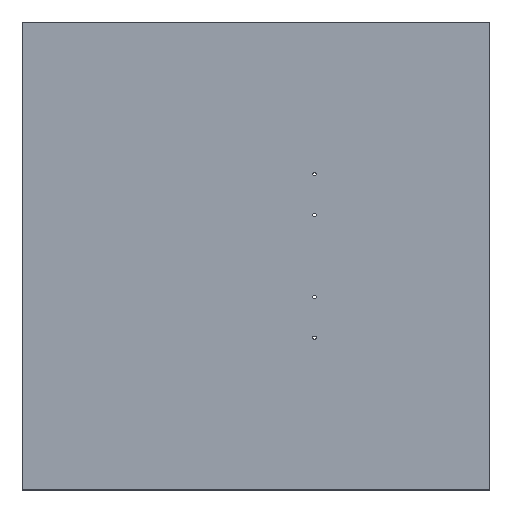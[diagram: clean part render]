
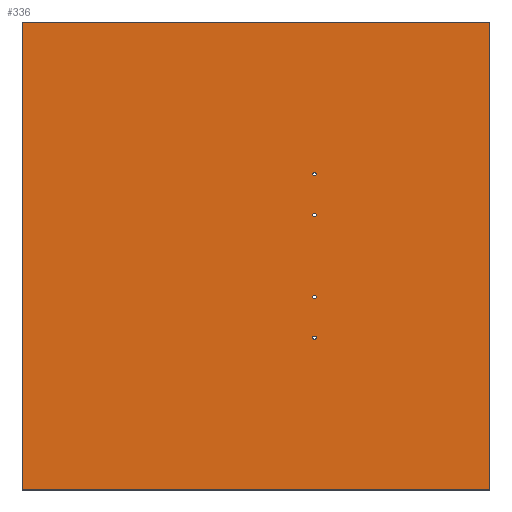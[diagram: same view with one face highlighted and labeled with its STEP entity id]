
A CAD part, top view. The second image highlights one B-rep face of the part: STEP entity #336.
In plain terms, the highlighted planar face has unit normal (0, 0, 1).
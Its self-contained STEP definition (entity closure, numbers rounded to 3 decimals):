
#18 = VERTEX_POINT ( 'NONE', #194 ) ;
#21 = CIRCLE ( 'NONE', #324, 1.5 ) ;
#25 = LINE ( 'NONE', #442, #438 ) ;
#30 = DIRECTION ( 'NONE',  ( 0., 0., 1. ) ) ;
#31 = CARTESIAN_POINT ( 'NONE',  ( 50., -35., 30. ) ) ;
#50 = ORIENTED_EDGE ( 'NONE', *, *, #351, .F. ) ;
#59 = CIRCLE ( 'NONE', #349, 1.5 ) ;
#61 = EDGE_CURVE ( 'NONE', #404, #301, #138, .T. ) ;
#62 = VERTEX_POINT ( 'NONE', #264 ) ;
#64 = DIRECTION ( 'NONE',  ( -1., 0., 0. ) ) ;
#67 = EDGE_CURVE ( 'NONE', #18, #412, #131, .T. ) ;
#70 = CARTESIAN_POINT ( 'NONE',  ( 51.5, 70., 30. ) ) ;
#73 = VERTEX_POINT ( 'NONE', #307 ) ;
#77 = EDGE_CURVE ( 'NONE', #62, #312, #475, .T. ) ;
#78 = EDGE_CURVE ( 'NONE', #371, #323, #310, .T. ) ;
#80 = ORIENTED_EDGE ( 'NONE', *, *, #374, .T. ) ;
#85 = LINE ( 'NONE', #215, #109 ) ;
#88 = LINE ( 'NONE', #239, #498 ) ;
#95 = CIRCLE ( 'NONE', #142, 1.5 ) ;
#97 = DIRECTION ( 'NONE',  ( 0., 0., 1. ) ) ;
#104 = CARTESIAN_POINT ( 'NONE',  ( 51.5, -70., 30. ) ) ;
#109 = VECTOR ( 'NONE', #172, 1000. ) ;
#113 = DIRECTION ( 'NONE',  ( 0., 0., 1. ) ) ;
#121 = EDGE_CURVE ( 'NONE', #301, #73, #88, .T. ) ;
#125 = CARTESIAN_POINT ( 'NONE',  ( -200., -200., 30. ) ) ;
#129 = EDGE_CURVE ( 'NONE', #305, #430, #21, .T. ) ;
#128 = CARTESIAN_POINT ( 'NONE',  ( 48.5, -70., 30. ) ) ;
#131 = CIRCLE ( 'NONE', #169, 1.5 ) ;
#136 = EDGE_CURVE ( 'NONE', #73, #401, #25, .T. ) ;
#138 = LINE ( 'NONE', #353, #423 ) ;
#142 = AXIS2_PLACEMENT_3D ( 'NONE', #210, #30, #376 ) ;
#149 = EDGE_LOOP ( 'NONE', ( #462, #446 ) ) ;
#156 = EDGE_LOOP ( 'NONE', ( #256, #370 ) ) ;
#166 = PLANE ( 'NONE',  #341 ) ;
#169 = AXIS2_PLACEMENT_3D ( 'NONE', #234, #113, #431 ) ;
#172 = DIRECTION ( 'NONE',  ( -1., 0., 0. ) ) ;
#177 = FACE_BOUND ( 'NONE', #156, .T. ) ;
#182 = DIRECTION ( 'NONE',  ( 1., 0., 0. ) ) ;
#183 = AXIS2_PLACEMENT_3D ( 'NONE', #448, #97, #484 ) ;
#190 = FACE_BOUND ( 'NONE', #435, .T. ) ;
#192 = ORIENTED_EDGE ( 'NONE', *, *, #281, .F. ) ;
#194 = CARTESIAN_POINT ( 'NONE',  ( 48.5, 70., 30. ) ) ;
#204 = EDGE_LOOP ( 'NONE', ( #339, #50 ) ) ;
#208 = EDGE_LOOP ( 'NONE', ( #302, #80, #345, #440 ) ) ;
#210 = CARTESIAN_POINT ( 'NONE',  ( 50., 70., 30. ) ) ;
#212 = FACE_BOUND ( 'NONE', #204, .T. ) ;
#215 = CARTESIAN_POINT ( 'NONE',  ( -200., 200., 30. ) ) ;
#220 = AXIS2_PLACEMENT_3D ( 'NONE', #394, #390, #306 ) ;
#226 = AXIS2_PLACEMENT_3D ( 'NONE', #31, #330, #297 ) ;
#229 = FACE_OUTER_BOUND ( 'NONE', #208, .T. ) ;
#234 = CARTESIAN_POINT ( 'NONE',  ( 50., 70., 30. ) ) ;
#237 = DIRECTION ( 'NONE',  ( 0., 1., 0. ) ) ;
#239 = CARTESIAN_POINT ( 'NONE',  ( -200., -200., 30. ) ) ;
#252 = CARTESIAN_POINT ( 'NONE',  ( -200., 200., 30. ) ) ;
#256 = ORIENTED_EDGE ( 'NONE', *, *, #470, .F. ) ;
#264 = CARTESIAN_POINT ( 'NONE',  ( 48.5, 35., 30. ) ) ;
#273 = FACE_BOUND ( 'NONE', #149, .T. ) ;
#281 = EDGE_CURVE ( 'NONE', #312, #62, #473, .T. ) ;
#297 = DIRECTION ( 'NONE',  ( 1., 0., 0. ) ) ;
#301 = VERTEX_POINT ( 'NONE', #125 ) ;
#302 = ORIENTED_EDGE ( 'NONE', *, *, #136, .T. ) ;
#305 = VERTEX_POINT ( 'NONE', #128 ) ;
#306 = DIRECTION ( 'NONE',  ( 1., 0., 0. ) ) ;
#307 = CARTESIAN_POINT ( 'NONE',  ( 200., -200., 30. ) ) ;
#310 = CIRCLE ( 'NONE', #411, 1.5 ) ;
#312 = VERTEX_POINT ( 'NONE', #407 ) ;
#313 = CARTESIAN_POINT ( 'NONE',  ( 50., -70., 30. ) ) ;
#316 = CIRCLE ( 'NONE', #226, 1.5 ) ;
#323 = VERTEX_POINT ( 'NONE', #488 ) ;
#324 = AXIS2_PLACEMENT_3D ( 'NONE', #313, #406, #439 ) ;
#330 = DIRECTION ( 'NONE',  ( 0., 0., 1. ) ) ;
#336 = ADVANCED_FACE ( 'NONE', ( #177, #212, #190, #273, #229 ), #166, .F. ) ;
#339 = ORIENTED_EDGE ( 'NONE', *, *, #78, .F. ) ;
#341 = AXIS2_PLACEMENT_3D ( 'NONE', #361, #481, #64 ) ;
#345 = ORIENTED_EDGE ( 'NONE', *, *, #61, .T. ) ;
#348 = CARTESIAN_POINT ( 'NONE',  ( 50., -35., 30. ) ) ;
#349 = AXIS2_PLACEMENT_3D ( 'NONE', #429, #460, #182 ) ;
#351 = EDGE_CURVE ( 'NONE', #323, #371, #316, .T. ) ;
#353 = CARTESIAN_POINT ( 'NONE',  ( -200., -200., 30. ) ) ;
#359 = DIRECTION ( 'NONE',  ( 1., 0., 0. ) ) ;
#361 = CARTESIAN_POINT ( 'NONE',  ( 200., 200., 30. ) ) ;
#370 = ORIENTED_EDGE ( 'NONE', *, *, #129, .F. ) ;
#371 = VERTEX_POINT ( 'NONE', #373 ) ;
#374 = EDGE_CURVE ( 'NONE', #401, #404, #85, .T. ) ;
#373 = CARTESIAN_POINT ( 'NONE',  ( 51.5, -35., 30. ) ) ;
#376 = DIRECTION ( 'NONE',  ( 1., 0., 0. ) ) ;
#383 = ORIENTED_EDGE ( 'NONE', *, *, #77, .F. ) ;
#390 = DIRECTION ( 'NONE',  ( 0., 0., 1. ) ) ;
#394 = CARTESIAN_POINT ( 'NONE',  ( 50., 35., 30. ) ) ;
#395 = DIRECTION ( 'NONE',  ( 1., 0., 0. ) ) ;
#399 = EDGE_CURVE ( 'NONE', #412, #18, #95, .T. ) ;
#401 = VERTEX_POINT ( 'NONE', #416 ) ;
#404 = VERTEX_POINT ( 'NONE', #252 ) ;
#406 = DIRECTION ( 'NONE',  ( 0., 0., 1. ) ) ;
#407 = CARTESIAN_POINT ( 'NONE',  ( 51.5, 35., 30. ) ) ;
#411 = AXIS2_PLACEMENT_3D ( 'NONE', #348, #434, #395 ) ;
#412 = VERTEX_POINT ( 'NONE', #70 ) ;
#416 = CARTESIAN_POINT ( 'NONE',  ( 200., 200., 30. ) ) ;
#423 = VECTOR ( 'NONE', #465, 1000. ) ;
#429 = CARTESIAN_POINT ( 'NONE',  ( 50., -70., 30. ) ) ;
#430 = VERTEX_POINT ( 'NONE', #104 ) ;
#431 = DIRECTION ( 'NONE',  ( 1., 0., 0. ) ) ;
#434 = DIRECTION ( 'NONE',  ( 0., 0., 1. ) ) ;
#435 = EDGE_LOOP ( 'NONE', ( #192, #383 ) ) ;
#438 = VECTOR ( 'NONE', #237, 1000. ) ;
#439 = DIRECTION ( 'NONE',  ( 1., 0., 0. ) ) ;
#440 = ORIENTED_EDGE ( 'NONE', *, *, #121, .T. ) ;
#442 = CARTESIAN_POINT ( 'NONE',  ( 200., -200., 30. ) ) ;
#446 = ORIENTED_EDGE ( 'NONE', *, *, #67, .F. ) ;
#448 = CARTESIAN_POINT ( 'NONE',  ( 50., 35., 30. ) ) ;
#460 = DIRECTION ( 'NONE',  ( 0., 0., 1. ) ) ;
#462 = ORIENTED_EDGE ( 'NONE', *, *, #399, .F. ) ;
#465 = DIRECTION ( 'NONE',  ( 0., -1., 0. ) ) ;
#470 = EDGE_CURVE ( 'NONE', #430, #305, #59, .T. ) ;
#473 = CIRCLE ( 'NONE', #183, 1.5 ) ;
#475 = CIRCLE ( 'NONE', #220, 1.5 ) ;
#481 = DIRECTION ( 'NONE',  ( 0., 0., -1. ) ) ;
#484 = DIRECTION ( 'NONE',  ( 1., 0., 0. ) ) ;
#488 = CARTESIAN_POINT ( 'NONE',  ( 48.5, -35., 30. ) ) ;
#498 = VECTOR ( 'NONE', #359, 1000. ) ;
